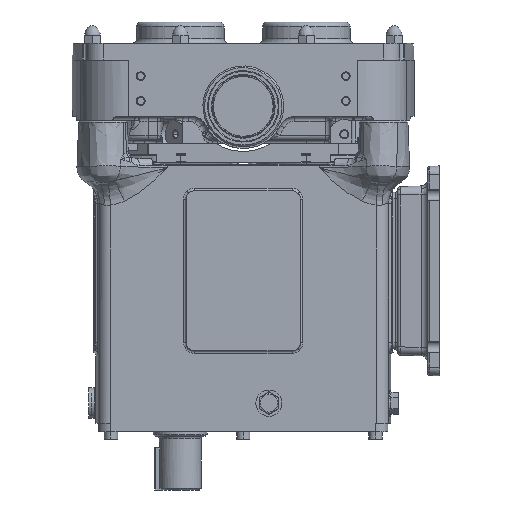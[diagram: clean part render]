
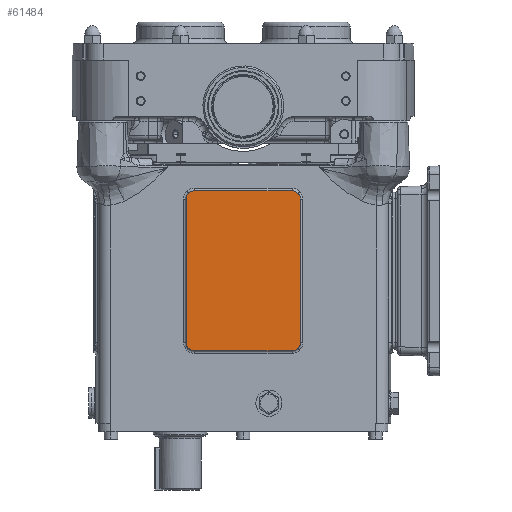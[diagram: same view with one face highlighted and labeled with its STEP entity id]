
A CAD part, left-side view. The second image highlights one B-rep face of the part: STEP entity #61484.
In plain terms, the highlighted planar face has unit normal (-1, 0, 0).
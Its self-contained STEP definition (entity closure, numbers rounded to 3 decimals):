
#2707 = CARTESIAN_POINT ( 'NONE',  ( -98., -65.036, -102.143 ) ) ;
#2712 = EDGE_CURVE ( 'NONE', #42701, #18918, #30649, .T. ) ;
#3865 = ORIENTED_EDGE ( 'NONE', *, *, #2712, .T. ) ;
#4204 = ORIENTED_EDGE ( 'NONE', *, *, #52439, .F. ) ;
#4584 = CARTESIAN_POINT ( 'NONE',  ( -98., 65.036, -102.143 ) ) ;
#6001 = VERTEX_POINT ( 'NONE', #8020 ) ;
#6275 = DIRECTION ( 'NONE',  ( 0., 0., -1. ) ) ;
#6764 = CARTESIAN_POINT ( 'NONE',  ( -98., -69.175, -106.281 ) ) ;
#7217 = CARTESIAN_POINT ( 'NONE',  ( -98., 69.175, -285.498 ) ) ;
#7403 = CARTESIAN_POINT ( 'NONE',  ( -98., -69.175, -112.137 ) ) ;
#8020 = CARTESIAN_POINT ( 'NONE',  ( -98., -69.175, -112.137 ) ) ;
#9006 = CARTESIAN_POINT ( 'NONE',  ( -98., 59.181, -102.143 ) ) ;
#12276 = VERTEX_POINT ( 'NONE', #56942 ) ;
#12503 = ORIENTED_EDGE ( 'NONE', *, *, #20488, .F. ) ;
#15243 = VECTOR ( 'NONE', #16368, 1000. ) ;
#16196 = VERTEX_POINT ( 'NONE', #7217 ) ;
#16301 = CARTESIAN_POINT ( 'NONE',  ( -98., -69.175, -295.317 ) ) ;
#16368 = DIRECTION ( 'NONE',  ( 0., -1., 0. ) ) ;
#16388 = CARTESIAN_POINT ( 'NONE',  ( -98., -65.036, -295.492 ) ) ;
#16632 = DIRECTION ( 'NONE',  ( 0., 0., -1. ) ) ;
#17065 = FACE_OUTER_BOUND ( 'NONE', #54555, .T. ) ;
#18068 = PLANE ( 'NONE',  #37200 ) ;
#18770 = ORIENTED_EDGE ( 'NONE', *, *, #49430, .T. ) ;
#18918 = VERTEX_POINT ( 'NONE', #28085 ) ;
#20488 = EDGE_CURVE ( 'NONE', #12276, #24935, #49210, .T. ) ;
#24935 = VERTEX_POINT ( 'NONE', #52462 ) ;
#25695 = EDGE_CURVE ( 'NONE', #42701, #64594, #27234, .T. ) ;
#26521 = CARTESIAN_POINT ( 'NONE',  ( -98., 69.175, -291.354 ) ) ;
#27234 = LINE ( 'NONE', #57389, #15243 ) ;
#27936 = CARTESIAN_POINT ( 'NONE',  ( -98., 90., -383.5 ) ) ;
#28085 = CARTESIAN_POINT ( 'NONE',  ( -98., 69.175, -112.137 ) ) ;
#30649 =( BOUNDED_CURVE ( )  B_SPLINE_CURVE ( 3, ( #57042, #4584, #57361, #46878 ),
 .UNSPECIFIED., .F., .T. ) 
 B_SPLINE_CURVE_WITH_KNOTS ( ( 4, 4 ),
 ( 5.498, 7.068 ),
 .UNSPECIFIED. ) 
 CURVE ( )  GEOMETRIC_REPRESENTATION_ITEM ( )  RATIONAL_B_SPLINE_CURVE ( ( 1., 0.805, 0.805, 1. ) ) 
 REPRESENTATION_ITEM ( '' )  );
#31140 = VECTOR ( 'NONE', #39759, 1000. ) ;
#34220 = CARTESIAN_POINT ( 'NONE',  ( -98., -69.175, -285.498 ) ) ;
#34241 = LINE ( 'NONE', #54870, #46680 ) ;
#35711 = VECTOR ( 'NONE', #16632, 1000. ) ;
#35928 = VERTEX_POINT ( 'NONE', #34220 ) ;
#37096 = CARTESIAN_POINT ( 'NONE',  ( -98., -69.175, -285.498 ) ) ;
#37200 = AXIS2_PLACEMENT_3D ( 'NONE', #27936, #59065, #6275 ) ;
#37251 = CARTESIAN_POINT ( 'NONE',  ( -98., -59.181, -102.143 ) ) ;
#38132 = ORIENTED_EDGE ( 'NONE', *, *, #56126, .F. ) ;
#39759 = DIRECTION ( 'NONE',  ( 0., 1., 0. ) ) ;
#41331 =( BOUNDED_CURVE ( )  B_SPLINE_CURVE ( 3, ( #47243, #16388, #43770, #37096 ),
 .UNSPECIFIED., .F., .F. ) 
 B_SPLINE_CURVE_WITH_KNOTS ( ( 4, 4 ),
 ( 5.498, 7.068 ),
 .UNSPECIFIED. ) 
 CURVE ( )  GEOMETRIC_REPRESENTATION_ITEM ( )  RATIONAL_B_SPLINE_CURVE ( ( 1., 0.805, 0.805, 1. ) ) 
 REPRESENTATION_ITEM ( '' )  );
#42701 = VERTEX_POINT ( 'NONE', #9006 ) ;
#43089 = ORIENTED_EDGE ( 'NONE', *, *, #25695, .F. ) ;
#43349 = CARTESIAN_POINT ( 'NONE',  ( -98., -59.181, -102.143 ) ) ;
#43501 = EDGE_CURVE ( 'NONE', #12276, #35928, #41331, .T. ) ;
#43770 = CARTESIAN_POINT ( 'NONE',  ( -98., -69.175, -291.354 ) ) ;
#43990 = EDGE_CURVE ( 'NONE', #6001, #64594, #48198, .T. ) ;
#46680 = VECTOR ( 'NONE', #48752, 1000. ) ;
#46878 = CARTESIAN_POINT ( 'NONE',  ( -98., 69.175, -112.137 ) ) ;
#47243 = CARTESIAN_POINT ( 'NONE',  ( -98., -59.181, -295.492 ) ) ;
#47485 =( BOUNDED_CURVE ( )  B_SPLINE_CURVE ( 3, ( #65575, #26521, #56710, #61736 ),
 .UNSPECIFIED., .F., .F. ) 
 B_SPLINE_CURVE_WITH_KNOTS ( ( 4, 4 ),
 ( 5.498, 7.068 ),
 .UNSPECIFIED. ) 
 CURVE ( )  GEOMETRIC_REPRESENTATION_ITEM ( )  RATIONAL_B_SPLINE_CURVE ( ( 1., 0.805, 0.805, 1. ) ) 
 REPRESENTATION_ITEM ( '' )  );
#48198 =( BOUNDED_CURVE ( )  B_SPLINE_CURVE ( 3, ( #7403, #6764, #2707, #43349 ),
 .UNSPECIFIED., .F., .F. ) 
 B_SPLINE_CURVE_WITH_KNOTS ( ( 4, 4 ),
 ( 5.498, 7.068 ),
 .UNSPECIFIED. ) 
 CURVE ( )  GEOMETRIC_REPRESENTATION_ITEM ( )  RATIONAL_B_SPLINE_CURVE ( ( 1., 0.805, 0.805, 1. ) ) 
 REPRESENTATION_ITEM ( '' )  );
#48752 = DIRECTION ( 'NONE',  ( 0., 0., 1. ) ) ;
#49210 = LINE ( 'NONE', #65444, #31140 ) ;
#49430 = EDGE_CURVE ( 'NONE', #16196, #24935, #47485, .T. ) ;
#50764 = ORIENTED_EDGE ( 'NONE', *, *, #43990, .T. ) ;
#52439 = EDGE_CURVE ( 'NONE', #6001, #35928, #62709, .T. ) ;
#52462 = CARTESIAN_POINT ( 'NONE',  ( -98., 59.181, -295.492 ) ) ;
#54374 = ORIENTED_EDGE ( 'NONE', *, *, #43501, .T. ) ;
#54555 = EDGE_LOOP ( 'NONE', ( #3865, #38132, #18770, #12503, #54374, #4204, #50764, #43089 ) ) ;
#54870 = CARTESIAN_POINT ( 'NONE',  ( -98., 69.175, -295.317 ) ) ;
#56126 = EDGE_CURVE ( 'NONE', #16196, #18918, #34241, .T. ) ;
#56710 = CARTESIAN_POINT ( 'NONE',  ( -98., 65.036, -295.492 ) ) ;
#56942 = CARTESIAN_POINT ( 'NONE',  ( -98., -59.181, -295.492 ) ) ;
#57042 = CARTESIAN_POINT ( 'NONE',  ( -98., 59.181, -102.143 ) ) ;
#57361 = CARTESIAN_POINT ( 'NONE',  ( -98., 69.175, -106.281 ) ) ;
#57389 = CARTESIAN_POINT ( 'NONE',  ( -98., 69., -102.143 ) ) ;
#59065 = DIRECTION ( 'NONE',  ( 1., 0., 0. ) ) ;
#61484 = ADVANCED_FACE ( 'NONE', ( #17065 ), #18068, .F. ) ;
#61736 = CARTESIAN_POINT ( 'NONE',  ( -98., 59.181, -295.492 ) ) ;
#62709 = LINE ( 'NONE', #16301, #35711 ) ;
#64594 = VERTEX_POINT ( 'NONE', #37251 ) ;
#65444 = CARTESIAN_POINT ( 'NONE',  ( -98., 69., -295.492 ) ) ;
#65575 = CARTESIAN_POINT ( 'NONE',  ( -98., 69.175, -285.498 ) ) ;
